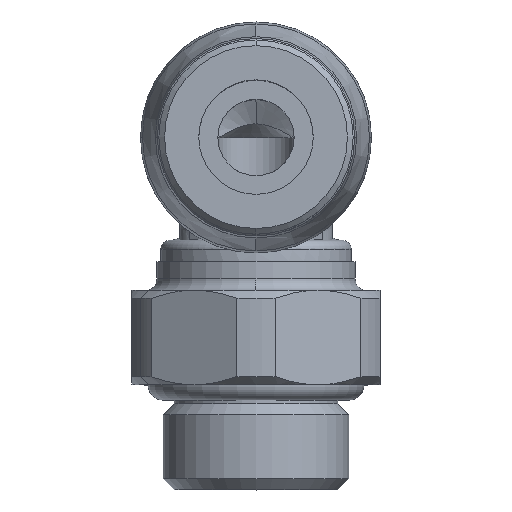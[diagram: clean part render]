
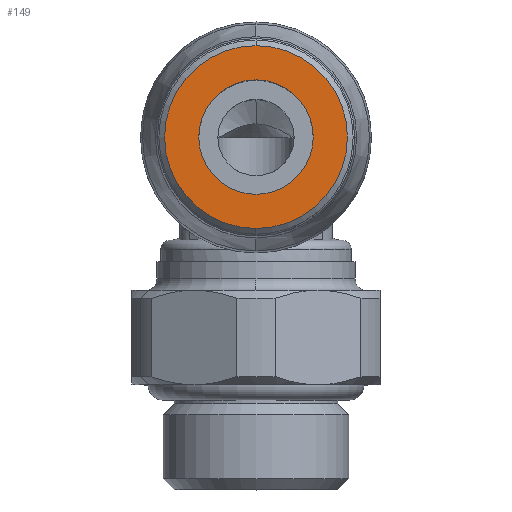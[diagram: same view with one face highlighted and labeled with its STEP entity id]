
A CAD part, top view. The second image highlights one B-rep face of the part: STEP entity #149.
In plain terms, the highlighted planar face has unit normal (0, 0, 1).
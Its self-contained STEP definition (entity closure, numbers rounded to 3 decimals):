
#149=ADVANCED_FACE('',(#412,#413),#414,.T.);
#412=FACE_BOUND('',#726,.T.);
#413=FACE_OUTER_BOUND('',#727,.T.);
#414=PLANE('',#728);
#726=EDGE_LOOP('',(#1644,#1645));
#727=EDGE_LOOP('',(#1646,#1647));
#728=AXIS2_PLACEMENT_3D('',#1648,#1649,#1650);
#1644=ORIENTED_EDGE('',*,*,#2177,.T.);
#1645=ORIENTED_EDGE('',*,*,#2203,.T.);
#1646=ORIENTED_EDGE('',*,*,#2075,.T.);
#1647=ORIENTED_EDGE('',*,*,#2314,.T.);
#1648=CARTESIAN_POINT('',(0.,2.395,21.5));
#1649=DIRECTION('',(0.,0.,1.0));
#1650=DIRECTION('',(0.,1.0,0.));
#2075=EDGE_CURVE('',#2486,#2490,#2492,.T.);
#2177=EDGE_CURVE('',#2676,#2673,#2677,.T.);
#2203=EDGE_CURVE('',#2673,#2676,#2717,.T.);
#2314=EDGE_CURVE('',#2490,#2486,#2877,.T.);
#2486=VERTEX_POINT('',#3217);
#2490=VERTEX_POINT('',#3222);
#2492=CIRCLE('',#3225,4.79);
#2673=VERTEX_POINT('',#3573);
#2676=VERTEX_POINT('',#3577);
#2677=CIRCLE('',#3578,3.0);
#2717=CIRCLE('',#3664,3.0);
#2877=CIRCLE('',#4198,4.79);
#3217=CARTESIAN_POINT('',(0.,4.79,21.5));
#3222=CARTESIAN_POINT('',(0.,-4.79,21.5));
#3225=AXIS2_PLACEMENT_3D('',#4564,#4565,#4566);
#3573=CARTESIAN_POINT('',(0.,3.0,21.5));
#3577=CARTESIAN_POINT('',(0.,-3.0,21.5));
#3578=AXIS2_PLACEMENT_3D('',#4769,#4770,#4771);
#3664=AXIS2_PLACEMENT_3D('',#4825,#4826,#4827);
#4198=AXIS2_PLACEMENT_3D('',#5021,#5022,#5023);
#4564=CARTESIAN_POINT('',(0.,0.0,21.5));
#4565=DIRECTION('',(0.,-0.0,1.0));
#4566=DIRECTION('',(0.0,1.0,0.0));
#4769=CARTESIAN_POINT('',(0.,0.0,21.5));
#4770=DIRECTION('',(0.,0.,-1.0));
#4771=DIRECTION('',(0.,1.0,0.));
#4825=CARTESIAN_POINT('',(0.,0.0,21.5));
#4826=DIRECTION('',(0.,0.,-1.0));
#4827=DIRECTION('',(0.,1.0,0.));
#5021=CARTESIAN_POINT('',(0.,0.0,21.5));
#5022=DIRECTION('',(0.,-0.0,1.0));
#5023=DIRECTION('',(0.0,1.0,0.0));
